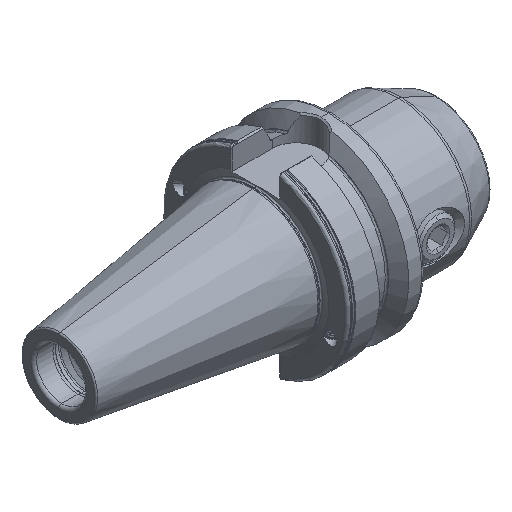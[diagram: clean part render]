
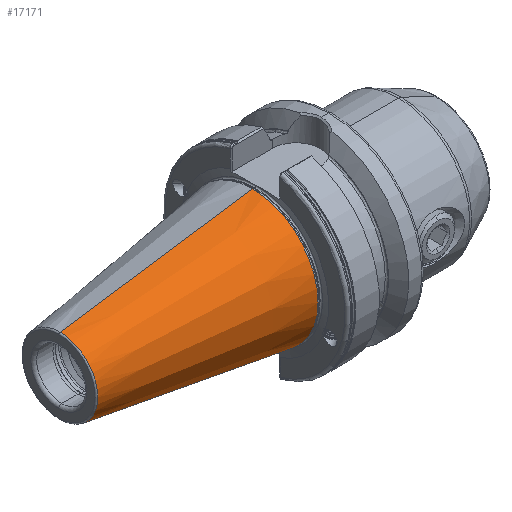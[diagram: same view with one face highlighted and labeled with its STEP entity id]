
A CAD part, isometric view. The second image highlights one B-rep face of the part: STEP entity #17171.
In plain terms, the highlighted conical face has half-angle 8.297 degrees and reference radius 22.24 mm.
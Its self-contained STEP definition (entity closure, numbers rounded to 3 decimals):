
#611 = DIRECTION ( 'NONE',  ( 0., 0., -1. ) ) ;
#622 = CARTESIAN_POINT ( 'NONE',  ( -0.9, 0., 0. ) ) ;
#623 = DIRECTION ( 'NONE',  ( 1., 0., 0. ) ) ;
#1120 = AXIS2_PLACEMENT_3D ( 'NONE', #622, #623, #611 ) ;
#3539 = FACE_OUTER_BOUND ( 'NONE', #14190, .T. ) ;
#3573 = CONICAL_SURFACE ( 'NONE', #9409, 22.24, 0.145 ) ;
#4192 = CARTESIAN_POINT ( 'NONE',  ( -65.972, 0., 0. ) ) ;
#4195 = DIRECTION ( 'NONE',  ( 1., 0., 0. ) ) ;
#4210 = DIRECTION ( 'NONE',  ( 0., 0., -1. ) ) ;
#4588 = CARTESIAN_POINT ( 'NONE',  ( -65.972, 0., -12.75 ) ) ;
#4591 = CARTESIAN_POINT ( 'NONE',  ( -65.972, 0., 12.75 ) ) ;
#4603 = CARTESIAN_POINT ( 'NONE',  ( -0.9, 0., -22.24 ) ) ;
#4618 = CARTESIAN_POINT ( 'NONE',  ( -0.9, 0., 22.24 ) ) ;
#5210 = CIRCLE ( 'NONE', #1120, 22.24 ) ;
#5517 = VECTOR ( 'NONE', #20515, 1000. ) ;
#5530 = LINE ( 'NONE', #20479, #5517 ) ;
#5648 = VECTOR ( 'NONE', #20919, 1000. ) ;
#5683 = LINE ( 'NONE', #20946, #5648 ) ;
#5906 = CIRCLE ( 'NONE', #9632, 12.75 ) ;
#7541 = EDGE_CURVE ( 'NONE', #13984, #13977, #5210, .T. ) ;
#7757 = EDGE_CURVE ( 'NONE', #13980, #13977, #5530, .T. ) ;
#7817 = EDGE_CURVE ( 'NONE', #13981, #13984, #5683, .T. ) ;
#7924 = EDGE_CURVE ( 'NONE', #13981, #13980, #5906, .T. ) ;
#9409 = AXIS2_PLACEMENT_3D ( 'NONE', #10162, #10175, #10172 ) ;
#9632 = AXIS2_PLACEMENT_3D ( 'NONE', #4192, #4195, #4210 ) ;
#10162 = CARTESIAN_POINT ( 'NONE',  ( -0.9, 0., 0. ) ) ;
#10172 = DIRECTION ( 'NONE',  ( 0., 0., -1. ) ) ;
#10175 = DIRECTION ( 'NONE',  ( 1., 0., 0. ) ) ;
#13977 = VERTEX_POINT ( 'NONE', #4603 ) ;
#13980 = VERTEX_POINT ( 'NONE', #4588 ) ;
#13981 = VERTEX_POINT ( 'NONE', #4591 ) ;
#13984 = VERTEX_POINT ( 'NONE', #4618 ) ;
#14190 = EDGE_LOOP ( 'NONE', ( #16502, #14489, #16529, #14467 ) ) ;
#14467 = ORIENTED_EDGE ( 'NONE', *, *, #7541, .F. ) ;
#14489 = ORIENTED_EDGE ( 'NONE', *, *, #7924, .T. ) ;
#16502 = ORIENTED_EDGE ( 'NONE', *, *, #7817, .F. ) ;
#16529 = ORIENTED_EDGE ( 'NONE', *, *, #7757, .T. ) ;
#17171 = ADVANCED_FACE ( 'NONE', ( #3539 ), #3573, .T. ) ;
#20479 = CARTESIAN_POINT ( 'NONE',  ( -0.9, 0., -22.24 ) ) ;
#20515 = DIRECTION ( 'NONE',  ( 0.99, 0., -0.144 ) ) ;
#20919 = DIRECTION ( 'NONE',  ( 0.99, 0., 0.144 ) ) ;
#20946 = CARTESIAN_POINT ( 'NONE',  ( -0.9, 0., 22.24 ) ) ;
